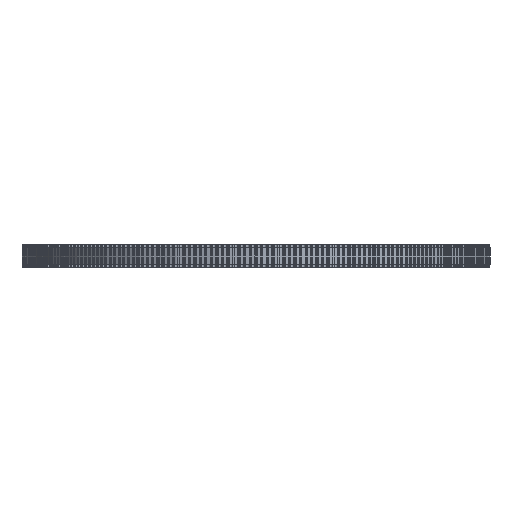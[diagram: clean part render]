
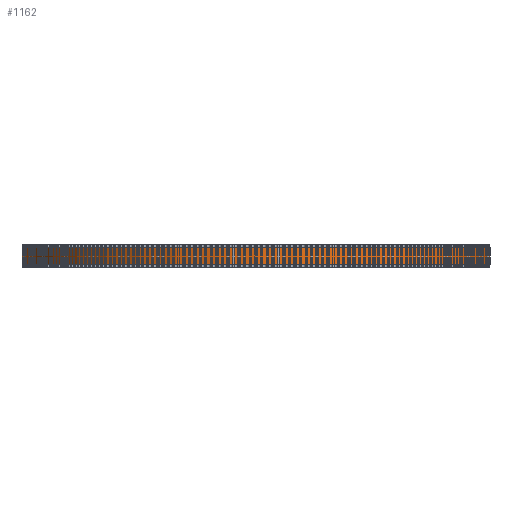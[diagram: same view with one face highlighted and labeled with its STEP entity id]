
A CAD part, front view. The second image highlights one B-rep face of the part: STEP entity #1162.
In plain terms, the highlighted cylindrical face has radius 82.761 mm (diameter 165.521 mm), a full revolution.
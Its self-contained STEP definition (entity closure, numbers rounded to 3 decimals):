
#97=FACE_BOUND('',#4288,.T.);
#98=FACE_BOUND('',#4289,.T.);
#1162=ADVANCED_FACE('',(#97,#98),#2203,.T.);
#2203=CYLINDRICAL_SURFACE('',#23023,82.761);
#4288=EDGE_LOOP('',(#12610));
#4289=EDGE_LOOP('',(#12611));
#12610=ORIENTED_EDGE('',*,*,#17814,.T.);
#12611=ORIENTED_EDGE('',*,*,#17815,.T.);
#14692=VERTEX_POINT('',#36560);
#14693=VERTEX_POINT('',#36562);
#17814=EDGE_CURVE('',#14692,#14692,#19896,.T.);
#17815=EDGE_CURVE('',#14693,#14693,#19897,.T.);
#19896=CIRCLE('',#23021,82.761);
#19897=CIRCLE('',#23022,82.761);
#23021=AXIS2_PLACEMENT_3D('',#36559,#30310,#30311);
#23022=AXIS2_PLACEMENT_3D('',#36561,#30312,#30313);
#23023=AXIS2_PLACEMENT_3D('',#36563,#30314,#30315);
#30310=DIRECTION('',(0.,0.,1.));
#30311=DIRECTION('',(1.,0.,0.));
#30312=DIRECTION('',(0.,0.,-1.));
#30313=DIRECTION('',(1.,0.,0.));
#30314=DIRECTION('',(0.,0.,1.));
#30315=DIRECTION('',(1.,0.,0.));
#36559=CARTESIAN_POINT('',(0.,0.,1.));
#36560=CARTESIAN_POINT('',(82.761,0.,1.));
#36561=CARTESIAN_POINT('',(0.,0.,7.));
#36562=CARTESIAN_POINT('',(82.761,0.,7.));
#36563=CARTESIAN_POINT('',(0.,0.,1.));
